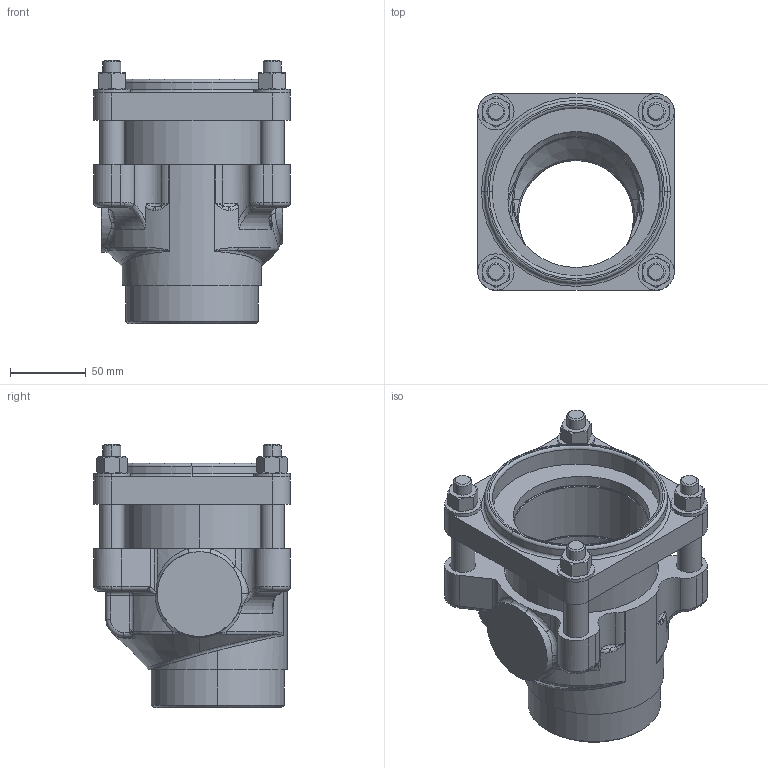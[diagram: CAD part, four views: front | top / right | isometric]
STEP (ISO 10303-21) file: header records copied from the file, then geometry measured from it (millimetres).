
FILE_DESCRIPTION (( 'STEP AP214' ), '1' );
FILE_NAME ('SGAV100G_251881.STEP', '2012-09-20T10:52:14', ( 'Admin2' ), ( '' ), 'SwSTEP 2.0', 'SolidWorks 2010', '' );
FILE_SCHEMA (( 'AUTOMOTIVE_DESIGN' ));
Length unit declared in the file: millimetre
Products named in the file (1): SGAV100G_251881
Bounding box: 130 x 130 x 174 mm (x, y, z)
Surface area: 166229 mm2 (no closed solid volume)
Topology: 0 solids, 22 shells, 564 faces, 1542 edges, 998 vertices
Faces by surface type: plane 206, bspline 150, cylinder 116, cone 48, torus 41, sphere 3
Entity records: 34782 total; most frequent: CARTESIAN_POINT 15422, ORIENTED_EDGE 2800, DIRECTION 2371, EDGE_CURVE 1534, VERTEX_POINT 998, AXIS2_PLACEMENT_3D 846, VECTOR 679, LINE 679
